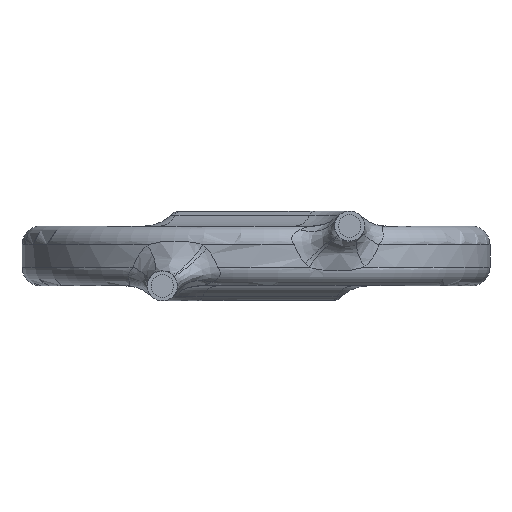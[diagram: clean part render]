
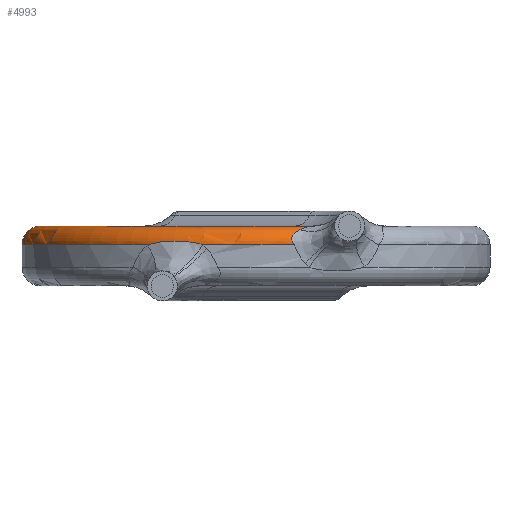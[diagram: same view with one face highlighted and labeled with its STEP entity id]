
A CAD part, front view. The second image highlights one B-rep face of the part: STEP entity #4993.
In plain terms, the highlighted toroidal (fillet/blend) face has major radius 5.75 mm and minor radius 0.5 mm.
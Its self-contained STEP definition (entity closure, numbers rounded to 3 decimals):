
#15 = CARTESIAN_POINT ( 'NONE',  ( 1.174, -5.933, 0.701 ) ) ;
#40 = EDGE_CURVE ( 'NONE', #2552, #1539, #6740, .T. ) ;
#90 = AXIS2_PLACEMENT_3D ( 'NONE', #5372, #2031, #3500 ) ;
#202 = AXIS2_PLACEMENT_3D ( 'NONE', #5745, #7821, #5039 ) ;
#715 = CARTESIAN_POINT ( 'NONE',  ( -6.25, 0., 0.3 ) ) ;
#834 = VERTEX_POINT ( 'NONE', #7289 ) ;
#951 = CARTESIAN_POINT ( 'NONE',  ( -1.409, -6.089, 0.3 ) ) ;
#1092 = VERTEX_POINT ( 'NONE', #3506 ) ;
#1179 = CARTESIAN_POINT ( 'NONE',  ( -5.75, 0., 0.3 ) ) ;
#1406 = CARTESIAN_POINT ( 'NONE',  ( 0.987, -6.172, 0.341 ) ) ;
#1539 = VERTEX_POINT ( 'NONE', #3154 ) ;
#1975 = CARTESIAN_POINT ( 'NONE',  ( 0.962, -6.133, 0.502 ) ) ;
#2031 = DIRECTION ( 'NONE',  ( 0., 0., -1. ) ) ;
#2374 = ORIENTED_EDGE ( 'NONE', *, *, #40, .T. ) ;
#2378 = CARTESIAN_POINT ( 'NONE',  ( -2.422, -5.757, 0.399 ) ) ;
#2542 = DIRECTION ( 'NONE',  ( 0., -1., 0. ) ) ;
#2552 = VERTEX_POINT ( 'NONE', #6652 ) ;
#2579 = DIRECTION ( 'NONE',  ( 0., 0., -1. ) ) ;
#2586 = CARTESIAN_POINT ( 'NONE',  ( 0.967, -6.124, 0.518 ) ) ;
#2589 = CARTESIAN_POINT ( 'NONE',  ( -5.75, 0., 0.8 ) ) ;
#2674 = CARTESIAN_POINT ( 'NONE',  ( 1.174, -5.933, 0.701 ) ) ;
#2809 = CARTESIAN_POINT ( 'NONE',  ( 1.237, -5.878, 0.732 ) ) ;
#2952 = EDGE_CURVE ( 'NONE', #834, #8462, #7924, .T. ) ;
#3154 = CARTESIAN_POINT ( 'NONE',  ( 1.52, -5.545, 0.8 ) ) ;
#3366 = ORIENTED_EDGE ( 'NONE', *, *, #8376, .T. ) ;
#3500 = DIRECTION ( 'NONE',  ( -1., 0., 0. ) ) ;
#3506 = CARTESIAN_POINT ( 'NONE',  ( -2.902, -5.536, 0.3 ) ) ;
#3553 = CARTESIAN_POINT ( 'NONE',  ( 0., 0., 0.3 ) ) ;
#3590 = ORIENTED_EDGE ( 'NONE', *, *, #4199, .T. ) ;
#3761 = CARTESIAN_POINT ( 'NONE',  ( -2.043, -5.897, 0.4 ) ) ;
#3771 = CARTESIAN_POINT ( 'NONE',  ( 0., 0., 0.3 ) ) ;
#3787 = CIRCLE ( 'NONE', #90, 5.75 ) ;
#3887 = CARTESIAN_POINT ( 'NONE',  ( -1.662, -6.023, 0.362 ) ) ;
#3948 = VERTEX_POINT ( 'NONE', #715 ) ;
#4019 = TOROIDAL_SURFACE ( 'NONE', #202, 5.75, 0.5 ) ;
#4089 = CARTESIAN_POINT ( 'NONE',  ( 0.976, -6.113, 0.536 ) ) ;
#4199 = EDGE_CURVE ( 'NONE', #1092, #8462, #7512, .T. ) ;
#4324 = ORIENTED_EDGE ( 'NONE', *, *, #5167, .T. ) ;
#4378 = CARTESIAN_POINT ( 'NONE',  ( 1.52, -5.545, 0.8 ) ) ;
#4498 = AXIS2_PLACEMENT_3D ( 'NONE', #3771, #5778, #5110 ) ;
#4680 = CARTESIAN_POINT ( 'NONE',  ( 0.981, -6.108, 0.544 ) ) ;
#4840 = VERTEX_POINT ( 'NONE', #2589 ) ;
#4993 = ADVANCED_FACE ( 'NONE', ( #7871 ), #4019, .T. ) ;
#5039 = DIRECTION ( 'NONE',  ( -1., 0., 0. ) ) ;
#5099 = CARTESIAN_POINT ( 'NONE',  ( -1.916, -5.942, 0.393 ) ) ;
#5110 = DIRECTION ( 'NONE',  ( -1., 0., 0. ) ) ;
#5167 = EDGE_CURVE ( 'NONE', #4840, #3948, #7692, .T. ) ;
#5193 = CARTESIAN_POINT ( 'NONE',  ( -2.671, -5.656, 0.37 ) ) ;
#5372 = CARTESIAN_POINT ( 'NONE',  ( 0., 0., 0.8 ) ) ;
#5485 = CARTESIAN_POINT ( 'NONE',  ( 1.021, -6.065, 0.605 ) ) ;
#5544 = CARTESIAN_POINT ( 'NONE',  ( 1.302, -5.821, 0.755 ) ) ;
#5745 = CARTESIAN_POINT ( 'NONE',  ( 0., 0., 0.3 ) ) ;
#5778 = DIRECTION ( 'NONE',  ( 0., 0., -1. ) ) ;
#6016 = CARTESIAN_POINT ( 'NONE',  ( 0.963, -6.17, 0.384 ) ) ;
#6063 = CARTESIAN_POINT ( 'NONE',  ( 0.984, -6.105, 0.549 ) ) ;
#6069 = ORIENTED_EDGE ( 'NONE', *, *, #7688, .T. ) ;
#6348 = ORIENTED_EDGE ( 'NONE', *, *, #2952, .F. ) ;
#6652 = CARTESIAN_POINT ( 'NONE',  ( 1.174, -5.933, 0.701 ) ) ;
#6653 = CARTESIAN_POINT ( 'NONE',  ( 0.986, -6.103, 0.552 ) ) ;
#6658 = EDGE_LOOP ( 'NONE', ( #6069, #4324, #8629, #3590, #6348, #3366, #2374 ) ) ;
#6740 = B_SPLINE_CURVE_WITH_KNOTS ( 'NONE', 3,
 ( #15, #2809, #5544, #8225, #8436, #4378 ),
 .UNSPECIFIED., .F., .F.,
 ( 4, 2, 4 ),
 ( 0.004, 0.004, 0.005 ),
 .UNSPECIFIED. ) ;
#6816 = CARTESIAN_POINT ( 'NONE',  ( 1.085, -6.011, 0.657 ) ) ;
#7149 = AXIS2_PLACEMENT_3D ( 'NONE', #1179, #2542, #2579 ) ;
#7194 = CIRCLE ( 'NONE', #4498, 6.25 ) ;
#7244 = AXIS2_PLACEMENT_3D ( 'NONE', #3553, #7633, #8202 ) ;
#7289 = CARTESIAN_POINT ( 'NONE',  ( 1.028, -6.165, 0.3 ) ) ;
#7512 = B_SPLINE_CURVE_WITH_KNOTS ( 'NONE', 3,
 ( #8537, #5193, #2378, #3761, #5099, #3887, #8408, #7894 ),
 .UNSPECIFIED., .F., .F.,
 ( 4, 2, 2, 4 ),
 ( 0., 0.001, 0.001, 0.002 ),
 .UNSPECIFIED. ) ;
#7633 = DIRECTION ( 'NONE',  ( 0., 0., -1. ) ) ;
#7688 = EDGE_CURVE ( 'NONE', #1539, #4840, #3787, .T. ) ;
#7692 = CIRCLE ( 'NONE', #7149, 0.5 ) ;
#7752 = B_SPLINE_CURVE_WITH_KNOTS ( 'NONE', 3,
 ( #8127, #1406, #6016, #8169, #8745, #1975, #2586, #4089, #4680, #6063, #6653, #5485, #6816, #2674 ),
 .UNSPECIFIED., .F., .F.,
 ( 4, 2, 2, 1, 1, 2, 2, 4 ),
 ( 0., 0.25, 0.375, 0.437, 0.469, 0.484, 0.5, 1. ),
 .UNSPECIFIED. ) ;
#7821 = DIRECTION ( 'NONE',  ( 0., 0., -1. ) ) ;
#7871 = FACE_OUTER_BOUND ( 'NONE', #6658, .T. ) ;
#7894 = CARTESIAN_POINT ( 'NONE',  ( -1.409, -6.089, 0.3 ) ) ;
#7924 = CIRCLE ( 'NONE', #7244, 6.25 ) ;
#8127 = CARTESIAN_POINT ( 'NONE',  ( 1.028, -6.165, 0.3 ) ) ;
#8169 = CARTESIAN_POINT ( 'NONE',  ( 0.953, -6.155, 0.449 ) ) ;
#8202 = DIRECTION ( 'NONE',  ( -1., 0., 0. ) ) ;
#8225 = CARTESIAN_POINT ( 'NONE',  ( 1.424, -5.695, 0.788 ) ) ;
#8376 = EDGE_CURVE ( 'NONE', #834, #2552, #7752, .T. ) ;
#8408 = CARTESIAN_POINT ( 'NONE',  ( -1.535, -6.06, 0.338 ) ) ;
#8436 = CARTESIAN_POINT ( 'NONE',  ( 1.483, -5.628, 0.8 ) ) ;
#8462 = VERTEX_POINT ( 'NONE', #951 ) ;
#8537 = CARTESIAN_POINT ( 'NONE',  ( -2.902, -5.536, 0.3 ) ) ;
#8629 = ORIENTED_EDGE ( 'NONE', *, *, #8674, .F. ) ;
#8674 = EDGE_CURVE ( 'NONE', #1092, #3948, #7194, .T. ) ;
#8745 = CARTESIAN_POINT ( 'NONE',  ( 0.954, -6.147, 0.47 ) ) ;
